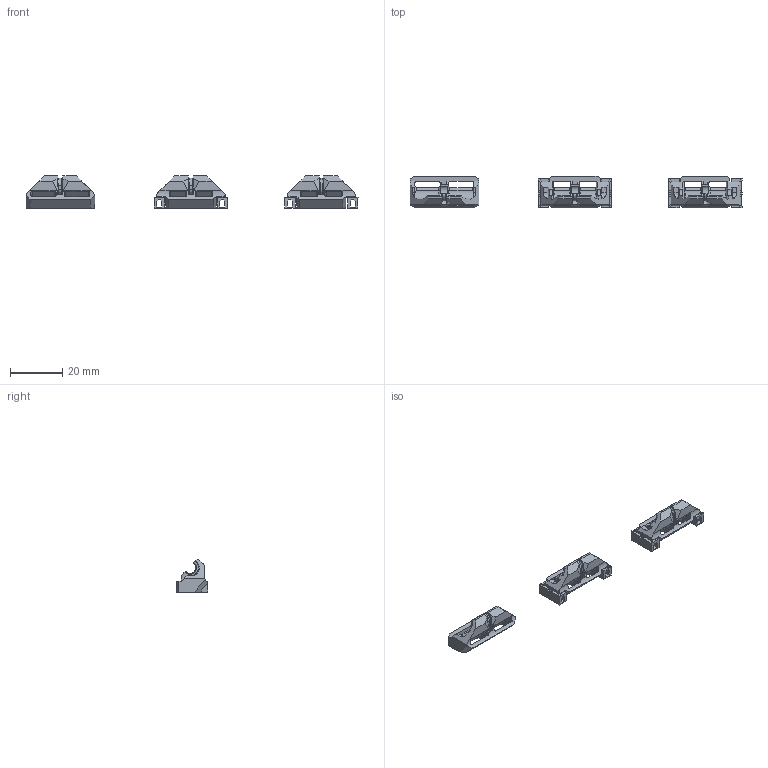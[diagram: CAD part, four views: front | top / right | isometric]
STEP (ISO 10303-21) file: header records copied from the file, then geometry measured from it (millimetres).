
FILE_DESCRIPTION(/* description */ ('STEP AP242','CAx-IF Rec.Pracs.---Representation and Presentation of Product Manufacturing Information (PMI)---4.0---2014-10-13','CAx-IF Rec.Pracs.---3D Tessellated Geometry---0.4---2014-09-14','2;1'),/* implementation_level */ '2;1');
FILE_NAME(/* name */ '6788ee25f232ca1fc6422f67',/* time_stamp */ '2025-01-16T11:31:51Z',/* author */ (''),/* organization */ (''),/* preprocessor_version */ 'ST-DEVELOPER v20',/* originating_system */ 'ONSHAPE BY PTC INC, 1.192',/* authorisation */ ' ');
FILE_SCHEMA (('AP242_MANAGED_MODEL_BASED_3D_ENGINEERING_MIM_LF { 1 0 10303 442 1 1 4 }'));
Length unit declared in the file: millimetre
Products named in the file (7): [a]_belt_clamp_6mm_x2; 6mm for ants; [a]_belt_clamp_x2; Support; 6mm for ants support
Bounding box: 127.2 x 12.15 x 12.4 mm (x, y, z)
Volume: 4179.4 mm3; surface area: 5766.6 mm2
Topology: 7 solids, 7 shells, 465 faces, 1313 edges, 850 vertices
Faces by surface type: plane 301, cylinder 107, torus 34, cone 14, bspline 9
Entity records: 15536 total; most frequent: CARTESIAN_POINT 3196, ORIENTED_EDGE 2626, DIRECTION 2461, EDGE_CURVE 1313, LINE 927, VECTOR 927, VERTEX_POINT 850, AXIS2_PLACEMENT_3D 767
